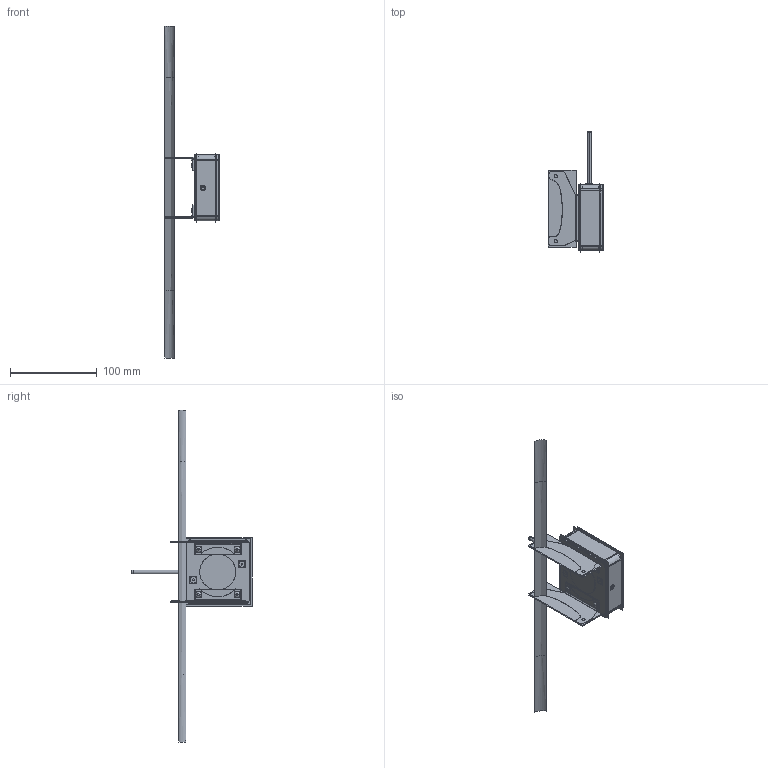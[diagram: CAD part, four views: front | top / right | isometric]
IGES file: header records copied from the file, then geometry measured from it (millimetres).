
Start section:  PTC IGES file: 193490.igs
Global section: file name: 193490.igs; native system: Creo Parametric by Parametric Technology Corporation; preprocessor: 2013230; author: PDMAdmin; organization: Unknown; date: 20160407.085514; units: millimetre
Bounding box: 63.74 x 138.53 x 382.61 mm (x, y, z)
Volume: 78058.3 mm3; surface area: 308354.8 mm2
Topology: 19 solids, 23 shells, 998 faces, 5022 edges, 6400 vertices
Faces by surface type: revolution 564, bspline 434
